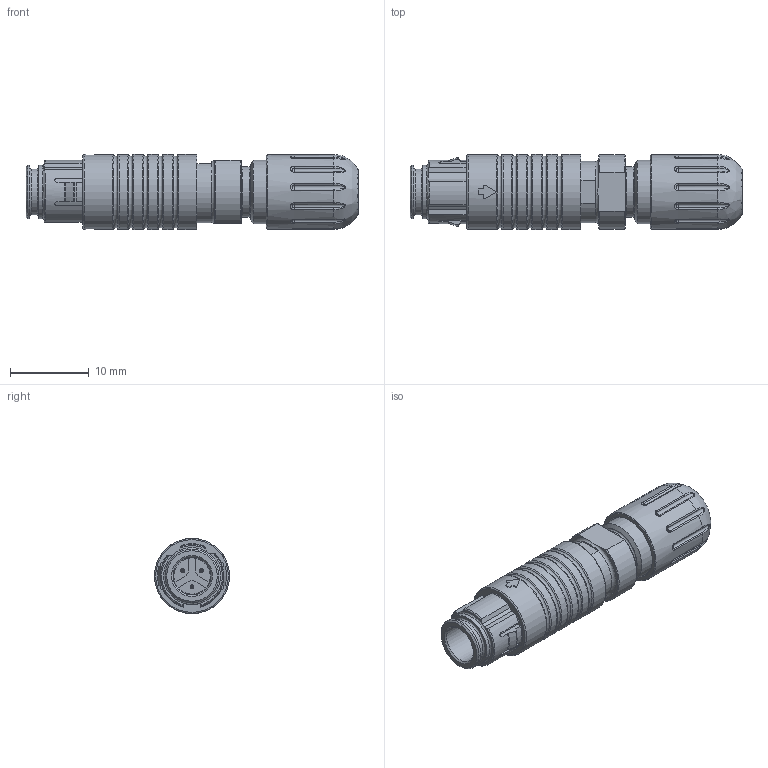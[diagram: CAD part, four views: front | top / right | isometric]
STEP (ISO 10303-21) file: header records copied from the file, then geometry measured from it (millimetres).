
FILE_DESCRIPTION(/* description */ (''),/* implementation_level */ '2;1');
FILE_NAME(/* name */ '06-4201-0003_001_03.stp',/* time_stamp */ '2014-08-29T07:26:21+02:00',/* author */ (''),/* organization */ (''),/* preprocessor_version */ 'ST-DEVELOPER v14',/* originating_system */ 'SIEMENS PLM Software NX 8.0',/* authorisation */ '');
FILE_SCHEMA (('AUTOMOTIVE_DESIGN { 1 0 10303 214 3 1 1 1 }'));
Length unit declared in the file: millimetre
Products named in the file (1): sach0DA4EC371y69
Bounding box: 42.05 x 9.5 x 9.6 mm (x, y, z)
Volume: 2395.2 mm3; surface area: 1601.5 mm2
Topology: 1 solids, 1 shells, 266 faces, 684 edges, 424 vertices
Faces by surface type: cylinder 97, plane 72, torus 42, bspline 31, sphere 12, cone 8, revolution 4
Full cylindrical faces by diameter (mm): 0.5 x3, 4.2 x1, 4.8 x1, 5.8 x1, 6.45 x1, 6.8 x2, 8 x1, 8.2 x1, 9.5 x7
Entity records: 10638 total; most frequent: CARTESIAN_POINT 4872, DIRECTION 1170, ORIENTED_EDGE 1146, EDGE_CURVE 573, AXIS2_PLACEMENT_3D 473, VERTEX_POINT 384, EDGE_LOOP 341, ADVANCED_FACE 266
